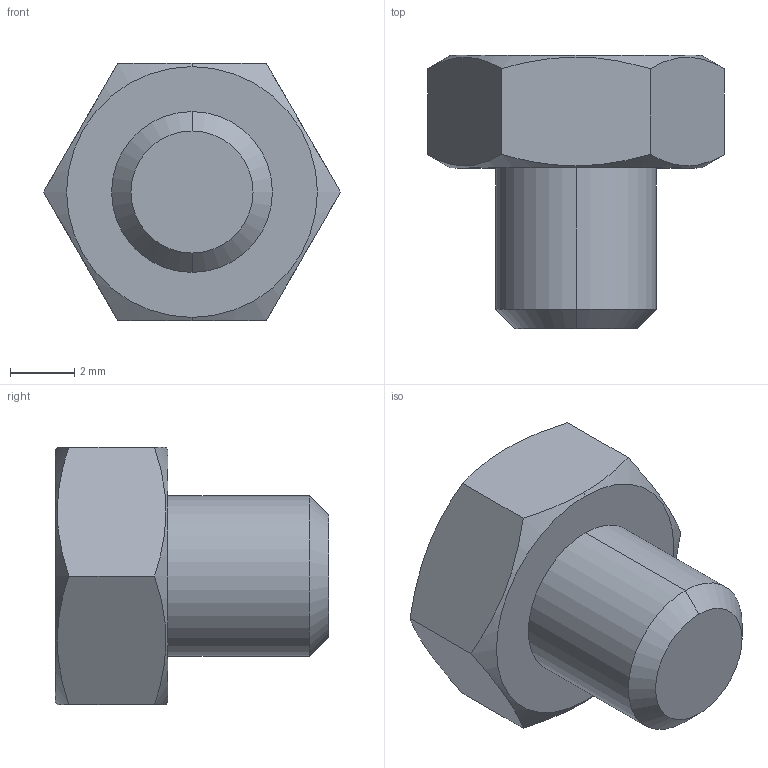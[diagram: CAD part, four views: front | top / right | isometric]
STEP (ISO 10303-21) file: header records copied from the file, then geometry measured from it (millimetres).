
FILE_DESCRIPTION (( 'STEP AP203' ), '1' );
FILE_NAME ('05090000.STEP', '2010-09-13T08:13:43', ( 'Flavio' ), ( '' ), 'SwSTEP 2.0', 'SolidWorks 2009', '' );
FILE_SCHEMA (( 'CONFIG_CONTROL_DESIGN' ));
Length unit declared in the file: millimetre
Products named in the file (1): 05090000
Bounding box: 9.24 x 8.5 x 8 mm (x, y, z)
Volume: 287.7 mm3; surface area: 272.8 mm2
Topology: 1 solids, 1 shells, 17 faces, 40 edges, 26 vertices
Faces by surface type: plane 9, cone 6, cylinder 2
Entity records: 629 total; most frequent: CARTESIAN_POINT 180, ORIENTED_EDGE 80, DIRECTION 70, EDGE_CURVE 40, AXIS2_PLACEMENT_3D 28, VERTEX_POINT 26, EDGE_LOOP 18, ADVANCED_FACE 17
